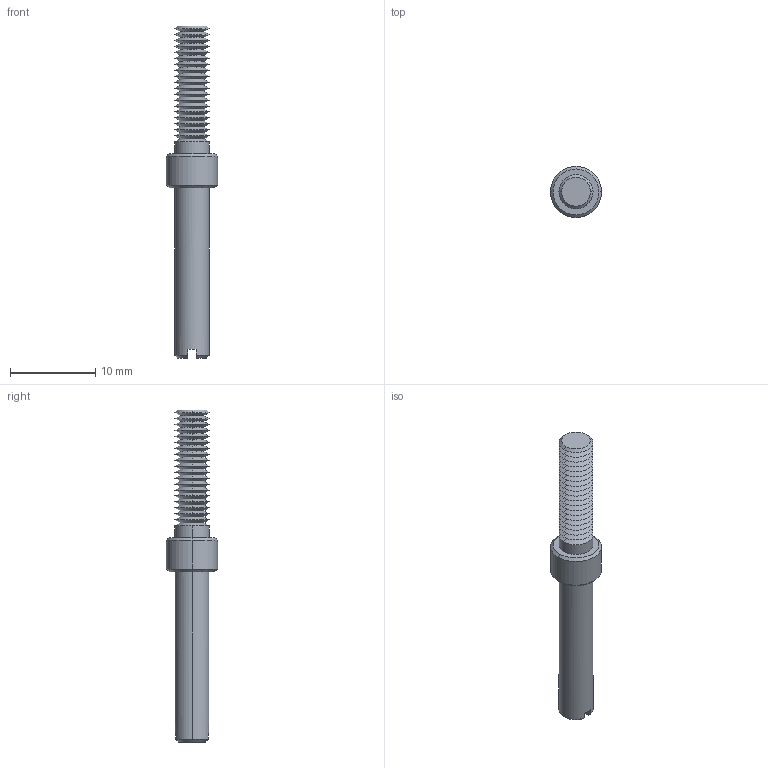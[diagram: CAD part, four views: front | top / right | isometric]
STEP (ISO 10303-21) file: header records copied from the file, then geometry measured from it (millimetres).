
FILE_DESCRIPTION (( 'STEP AP214' ), '1' );
FILE_NAME ('Threaded Shaft 4X39mm蹟恇粣.step', '2016-10-28T04:19:05', ( 'dell' ), ( '' ), 'SwSTEP 2.0', 'SolidWorks 2013', '' );
FILE_SCHEMA (( 'AUTOMOTIVE_DESIGN' ));
Length unit declared in the file: millimetre
Products named in the file (1): Threaded Shaft 4X39mm蹟恇粣
Bounding box: 6 x 6 x 39 mm (x, y, z)
Volume: 500.8 mm3; surface area: 682.6 mm2
Topology: 1 solids, 1 shells, 99 faces, 202 edges, 107 vertices
Faces by surface type: cone 85, plane 8, cylinder 6
Entity records: 2571 total; most frequent: DIRECTION 499, CARTESIAN_POINT 421, ORIENTED_EDGE 404, EDGE_CURVE 202, AXIS2_PLACEMENT_3D 201, VERTEX_POINT 107, EDGE_LOOP 101, CIRCLE 101
